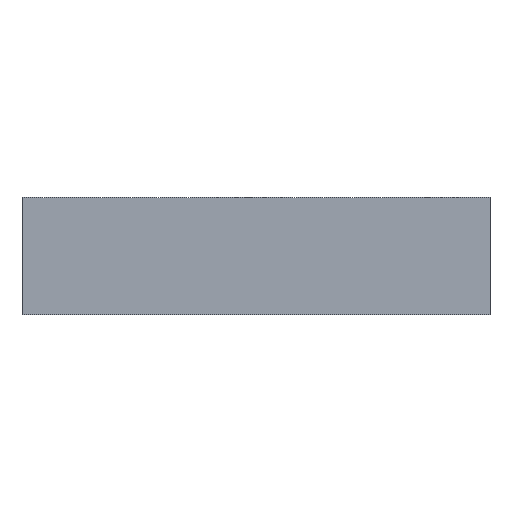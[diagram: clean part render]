
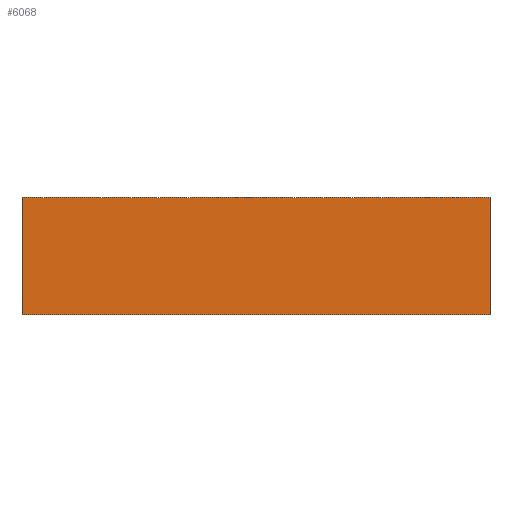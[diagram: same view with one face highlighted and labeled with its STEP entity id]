
A CAD part, front view. The second image highlights one B-rep face of the part: STEP entity #6068.
In plain terms, the highlighted planar face has unit normal (0, -1, 0).
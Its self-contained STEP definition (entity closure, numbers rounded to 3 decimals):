
#344=PLANE('',#6369);
#646=FACE_OUTER_BOUND('',#979,.T.);
#979=EDGE_LOOP('',(#5394,#5395,#5396,#5397));
#1223=LINE('',#9082,#1856);
#1623=LINE('',#10151,#2256);
#1628=LINE('',#10160,#2261);
#1629=LINE('',#10162,#2262);
#1856=VECTOR('',#6728,10.);
#2256=VECTOR('',#7564,10.);
#2261=VECTOR('',#7573,10.);
#2262=VECTOR('',#7576,10.);
#2633=VERTEX_POINT('',#9080);
#2634=VERTEX_POINT('',#9081);
#2957=VERTEX_POINT('',#10149);
#2959=VERTEX_POINT('',#10158);
#3308=EDGE_CURVE('',#2633,#2634,#1223,.T.);
#3778=EDGE_CURVE('',#2957,#2633,#1623,.T.);
#3783=EDGE_CURVE('',#2959,#2634,#1628,.T.);
#3784=EDGE_CURVE('',#2957,#2959,#1629,.T.);
#5394=ORIENTED_EDGE('',*,*,#3784,.T.);
#5395=ORIENTED_EDGE('',*,*,#3783,.T.);
#5396=ORIENTED_EDGE('',*,*,#3308,.F.);
#5397=ORIENTED_EDGE('',*,*,#3778,.F.);
#6068=ADVANCED_FACE('',(#646),#344,.T.);
#6369=AXIS2_PLACEMENT_3D('',#10161,#7574,#7575);
#6728=DIRECTION('',(1.,0.,0.));
#7564=DIRECTION('',(0.,0.,1.));
#7573=DIRECTION('',(0.,0.,1.));
#7574=DIRECTION('center_axis',(0.,-1.,0.));
#7575=DIRECTION('ref_axis',(1.,0.,0.));
#7576=DIRECTION('',(1.,0.,0.));
#9080=CARTESIAN_POINT('',(0.,0.,50.8));
#9081=CARTESIAN_POINT('',(203.2,0.,50.8));
#9082=CARTESIAN_POINT('',(0.,0.,50.8));
#10149=CARTESIAN_POINT('',(0.,0.,0.));
#10151=CARTESIAN_POINT('',(0.,0.,0.));
#10158=CARTESIAN_POINT('',(203.2,0.,0.));
#10160=CARTESIAN_POINT('',(203.2,0.,0.));
#10161=CARTESIAN_POINT('Origin',(0.,0.,0.));
#10162=CARTESIAN_POINT('',(0.,0.,0.));
